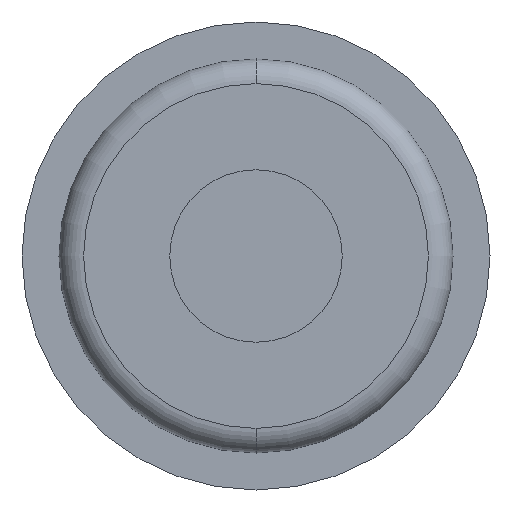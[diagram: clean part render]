
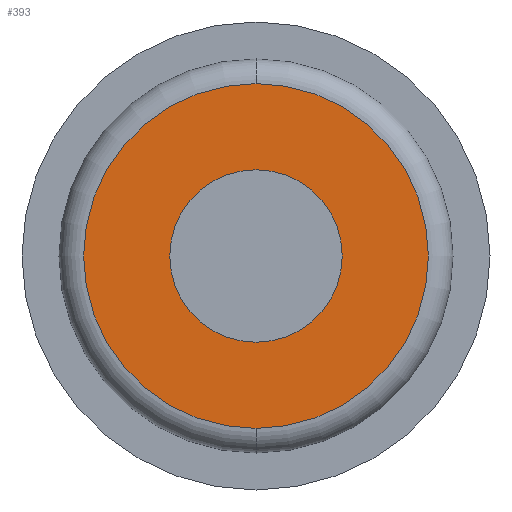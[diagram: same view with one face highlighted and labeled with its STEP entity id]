
A CAD part, front view. The second image highlights one B-rep face of the part: STEP entity #393.
In plain terms, the highlighted planar face has unit normal (0, -1, 0).
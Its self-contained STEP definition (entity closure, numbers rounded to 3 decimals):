
#103 = EDGE_CURVE ( 'NONE', #689, #708, #349, .T. ) ;
#174 = ORIENTED_EDGE ( 'NONE', *, *, #378, .T. ) ;
#218 = EDGE_LOOP ( 'NONE', ( #721, #723 ) ) ;
#227 = EDGE_LOOP ( 'NONE', ( #174, #720 ) ) ;
#349 = CIRCLE ( 'NONE', #458, 7. ) ;
#355 = CIRCLE ( 'NONE', #465, 3.5 ) ;
#356 = CIRCLE ( 'NONE', #464, 7. ) ;
#360 = CIRCLE ( 'NONE', #685, 3.5 ) ;
#372 = EDGE_CURVE ( 'NONE', #694, #695, #355, .T. ) ;
#378 = EDGE_CURVE ( 'NONE', #708, #689, #356, .T. ) ;
#393 = ADVANCED_FACE ( 'NONE', ( #656, #661 ), #571, .F. ) ;
#458 = AXIS2_PLACEMENT_3D ( 'NONE', #487, #488, #489 ) ;
#464 = AXIS2_PLACEMENT_3D ( 'NONE', #520, #521, #522 ) ;
#465 = AXIS2_PLACEMENT_3D ( 'NONE', #502, #503, #504 ) ;
#487 = CARTESIAN_POINT ( 'NONE',  ( 0., 0., 0. ) ) ;
#488 = DIRECTION ( 'NONE',  ( 0., -1., 0. ) ) ;
#489 = DIRECTION ( 'NONE',  ( 0., 0., 1. ) ) ;
#502 = CARTESIAN_POINT ( 'NONE',  ( 0., 0., 0. ) ) ;
#503 = DIRECTION ( 'NONE',  ( 0., 1., 0. ) ) ;
#504 = DIRECTION ( 'NONE',  ( 0., 0., 1. ) ) ;
#520 = CARTESIAN_POINT ( 'NONE',  ( 0., 0., 0. ) ) ;
#521 = DIRECTION ( 'NONE',  ( 0., -1., 0. ) ) ;
#522 = DIRECTION ( 'NONE',  ( 0., 0., 1. ) ) ;
#571 = PLANE ( 'NONE',  #663 ) ;
#572 = CARTESIAN_POINT ( 'NONE',  ( 8., 0., 0. ) ) ;
#573 = DIRECTION ( 'NONE',  ( 0., 1., 0. ) ) ;
#574 = DIRECTION ( 'NONE',  ( 0., 0., 1. ) ) ;
#605 = CARTESIAN_POINT ( 'NONE',  ( 0., 0., 0. ) ) ;
#606 = DIRECTION ( 'NONE',  ( 0., 1., 0. ) ) ;
#607 = DIRECTION ( 'NONE',  ( 0., 0., 1. ) ) ;
#608 = CARTESIAN_POINT ( 'NONE',  ( 0., 0., 3.5 ) ) ;
#609 = CARTESIAN_POINT ( 'NONE',  ( 0., 0., -7. ) ) ;
#614 = CARTESIAN_POINT ( 'NONE',  ( 0., 0., -3.5 ) ) ;
#627 = CARTESIAN_POINT ( 'NONE',  ( 0., 0., 7. ) ) ;
#631 = EDGE_CURVE ( 'NONE', #695, #694, #360, .T. ) ;
#656 = FACE_OUTER_BOUND ( 'NONE', #227, .T. ) ;
#661 = FACE_BOUND ( 'NONE', #218, .T. ) ;
#663 = AXIS2_PLACEMENT_3D ( 'NONE', #572, #573, #574 ) ;
#685 = AXIS2_PLACEMENT_3D ( 'NONE', #605, #606, #607 ) ;
#689 = VERTEX_POINT ( 'NONE', #609 ) ;
#694 = VERTEX_POINT ( 'NONE', #614 ) ;
#695 = VERTEX_POINT ( 'NONE', #608 ) ;
#708 = VERTEX_POINT ( 'NONE', #627 ) ;
#720 = ORIENTED_EDGE ( 'NONE', *, *, #103, .T. ) ;
#721 = ORIENTED_EDGE ( 'NONE', *, *, #631, .T. ) ;
#723 = ORIENTED_EDGE ( 'NONE', *, *, #372, .T. ) ;
